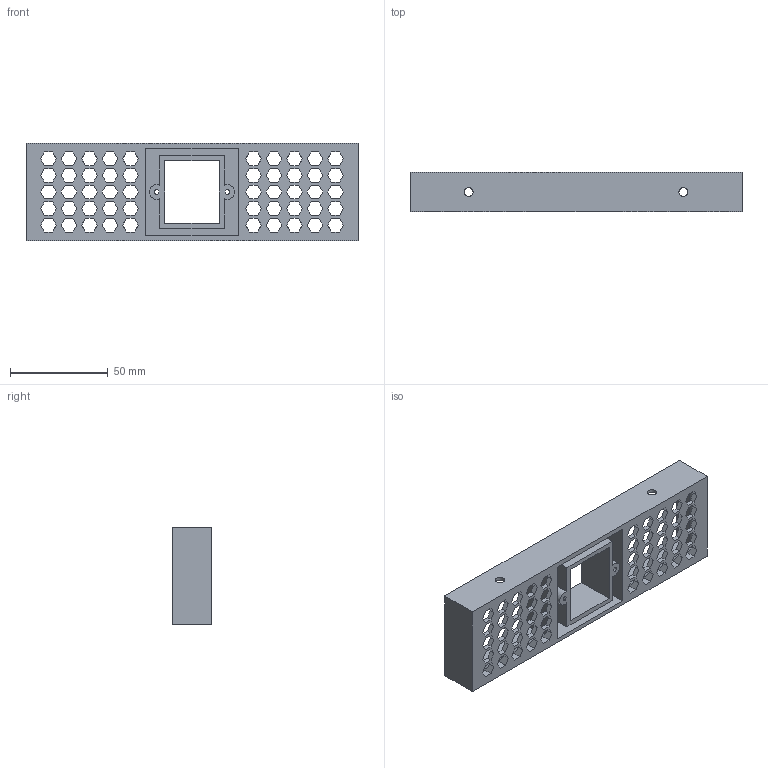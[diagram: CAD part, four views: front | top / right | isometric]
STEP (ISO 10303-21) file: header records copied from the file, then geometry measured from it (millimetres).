
FILE_DESCRIPTION(/* description */ ('STEP AP214'),/* implementation_level */ '2;1');
FILE_NAME(/* name */ '60ca3823c4a1381550d4699f',/* time_stamp */ '2021-06-16T17:42:59+00:00',/* author */ (''),/* organization */ (''),/* preprocessor_version */ 'ST-DEVELOPER v18.1',/* originating_system */ ' ',/* authorisation */ ' ');
FILE_SCHEMA (('AUTOMOTIVE_DESIGN {1 0 10303 214 3 1 1}'));
Length unit declared in the file: metre
Products named in the file (1): Part 1
Bounding box: 170 x 20 x 50 mm (x, y, z)
Volume: 46402.6 mm3; surface area: 37801.6 mm2
Topology: 1 solids, 1 shells, 356 faces, 1130 edges, 752 vertices
Faces by surface type: plane 340, cylinder 16
Full cylindrical faces by diameter (mm): 2.5 x2, 4.6 x4, 8.5 x2
Entity records: 12552 total; most frequent: CARTESIAN_POINT 2251, ORIENTED_EDGE 2232, DIRECTION 1968, EDGE_CURVE 1116, LINE 970, VECTOR 970, VERTEX_POINT 746, AXIS2_PLACEMENT_3D 499
